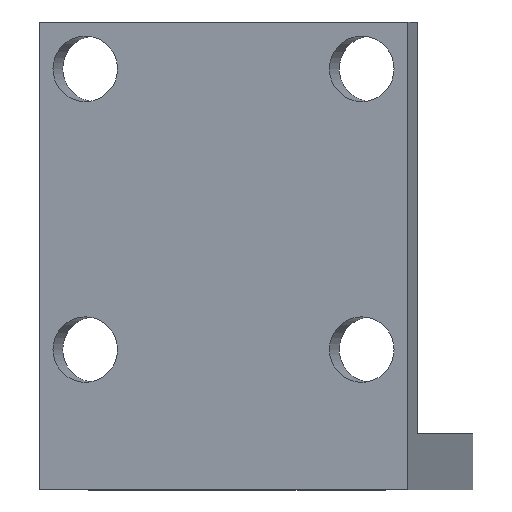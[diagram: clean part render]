
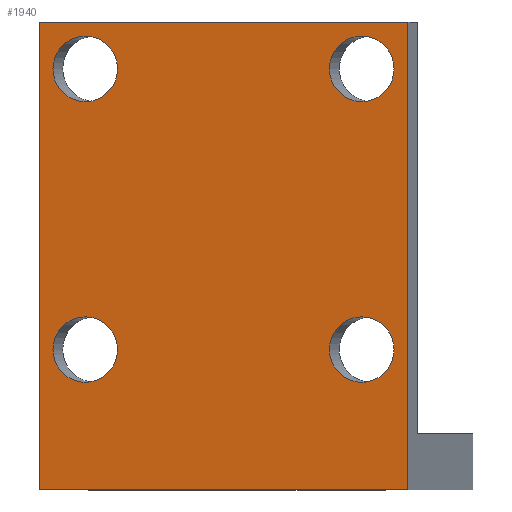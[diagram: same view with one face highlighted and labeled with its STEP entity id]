
A CAD part, left-side view. The second image highlights one B-rep face of the part: STEP entity #1940.
In plain terms, the highlighted face is planar.
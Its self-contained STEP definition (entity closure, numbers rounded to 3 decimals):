
#60=CARTESIAN_POINT('',(0.,0.,0.));
#70=DIRECTION('',(1.,0.,0.));
#80=VECTOR('',#70,1.);
#90=LINE('',#60,#80);
#100=CARTESIAN_POINT('',(0.,0.,0.));
#110=VERTEX_POINT('',#100);
#120=CARTESIAN_POINT('',(50.,0.,0.));
#130=VERTEX_POINT('',#120);
#140=EDGE_CURVE('',#110,#130,#90,.T.);
#680=CARTESIAN_POINT('',(0.,0.,40.));
#690=VERTEX_POINT('',#680);
#1000=CARTESIAN_POINT('',(50.,0.,40.));
#1010=VERTEX_POINT('',#1000);
#1040=CARTESIAN_POINT('',(0.,0.,40.));
#1050=DIRECTION('',(1.,0.,0.));
#1060=VECTOR('',#1050,1.);
#1070=LINE('',#1040,#1060);
#1080=EDGE_CURVE('',#690,#1010,#1070,.T.);
#1130=CARTESIAN_POINT('',(50.,0.,0.));
#1140=DIRECTION('',(-0.,-1.,-0.));
#1150=DIRECTION('',(-1.,0.,0.));
#1160=AXIS2_PLACEMENT_3D('',#1130,#1140,#1150);
#1170=PLANE('',#1160);
#1180=CARTESIAN_POINT('',(0.,0.,0.));
#1190=DIRECTION('',(0.,0.,1.));
#1200=VECTOR('',#1190,1.);
#1210=LINE('',#1180,#1200);
#1220=EDGE_CURVE('',#110,#690,#1210,.T.);
#1230=ORIENTED_EDGE('',*,*,#1220,.F.);
#1240=ORIENTED_EDGE('',*,*,#1080,.F.);
#1250=CARTESIAN_POINT('',(50.,0.,0.));
#1260=DIRECTION('',(0.,0.,1.));
#1270=VECTOR('',#1260,1.);
#1280=LINE('',#1250,#1270);
#1290=EDGE_CURVE('',#130,#1010,#1280,.T.);
#1300=ORIENTED_EDGE('',*,*,#1290,.T.);
#1310=ORIENTED_EDGE('',*,*,#140,.T.);
#1320=EDGE_LOOP('',(#1310,#1300,#1240,#1230));
#1330=FACE_OUTER_BOUND('',#1320,.T.);
#1340=CARTESIAN_POINT('',(15.,0.,5.));
#1350=DIRECTION('',(0.,1.,0.));
#1360=DIRECTION('',(1.,0.,0.));
#1370=AXIS2_PLACEMENT_3D('',#1340,#1350,#1360);
#1380=CIRCLE('',#1370,3.5);
#1390=CARTESIAN_POINT('',(18.5,0.,5.));
#1400=VERTEX_POINT('',#1390);
#1410=CARTESIAN_POINT('',(11.5,0.,5.));
#1420=VERTEX_POINT('',#1410);
#1430=EDGE_CURVE('',#1400,#1420,#1380,.T.);
#1440=ORIENTED_EDGE('',*,*,#1430,.T.);
#1450=EDGE_CURVE('',#1420,#1400,#1380,.T.);
#1460=ORIENTED_EDGE('',*,*,#1450,.T.);
#1470=EDGE_LOOP('',(#1460,#1440));
#1480=FACE_BOUND('',#1470,.T.);
#1490=CARTESIAN_POINT('',(15.,0.,35.));
#1500=DIRECTION('',(0.,1.,0.));
#1510=DIRECTION('',(1.,0.,0.));
#1520=AXIS2_PLACEMENT_3D('',#1490,#1500,#1510);
#1530=CIRCLE('',#1520,3.5);
#1540=CARTESIAN_POINT('',(18.5,0.,35.));
#1550=VERTEX_POINT('',#1540);
#1560=CARTESIAN_POINT('',(11.5,0.,35.));
#1570=VERTEX_POINT('',#1560);
#1580=EDGE_CURVE('',#1550,#1570,#1530,.T.);
#1590=ORIENTED_EDGE('',*,*,#1580,.T.);
#1600=EDGE_CURVE('',#1570,#1550,#1530,.T.);
#1610=ORIENTED_EDGE('',*,*,#1600,.T.);
#1620=EDGE_LOOP('',(#1610,#1590));
#1630=FACE_BOUND('',#1620,.T.);
#1640=CARTESIAN_POINT('',(45.,0.,5.));
#1650=DIRECTION('',(0.,1.,0.));
#1660=DIRECTION('',(1.,0.,0.));
#1670=AXIS2_PLACEMENT_3D('',#1640,#1650,#1660);
#1680=CIRCLE('',#1670,3.5);
#1690=CARTESIAN_POINT('',(48.5,0.,5.));
#1700=VERTEX_POINT('',#1690);
#1710=CARTESIAN_POINT('',(41.5,0.,5.));
#1720=VERTEX_POINT('',#1710);
#1730=EDGE_CURVE('',#1700,#1720,#1680,.T.);
#1740=ORIENTED_EDGE('',*,*,#1730,.T.);
#1750=EDGE_CURVE('',#1720,#1700,#1680,.T.);
#1760=ORIENTED_EDGE('',*,*,#1750,.T.);
#1770=EDGE_LOOP('',(#1760,#1740));
#1780=FACE_BOUND('',#1770,.T.);
#1790=CARTESIAN_POINT('',(45.,0.,35.));
#1800=DIRECTION('',(0.,1.,0.));
#1810=DIRECTION('',(1.,0.,0.));
#1820=AXIS2_PLACEMENT_3D('',#1790,#1800,#1810);
#1830=CIRCLE('',#1820,3.5);
#1840=CARTESIAN_POINT('',(48.5,0.,35.));
#1850=VERTEX_POINT('',#1840);
#1860=CARTESIAN_POINT('',(41.5,0.,35.));
#1870=VERTEX_POINT('',#1860);
#1880=EDGE_CURVE('',#1850,#1870,#1830,.T.);
#1890=ORIENTED_EDGE('',*,*,#1880,.T.);
#1900=EDGE_CURVE('',#1870,#1850,#1830,.T.);
#1910=ORIENTED_EDGE('',*,*,#1900,.T.);
#1920=EDGE_LOOP('',(#1910,#1890));
#1930=FACE_BOUND('',#1920,.T.);
#1940=ADVANCED_FACE('',(#1330,#1480,#1630,#1780,#1930),#1170,.T.);
